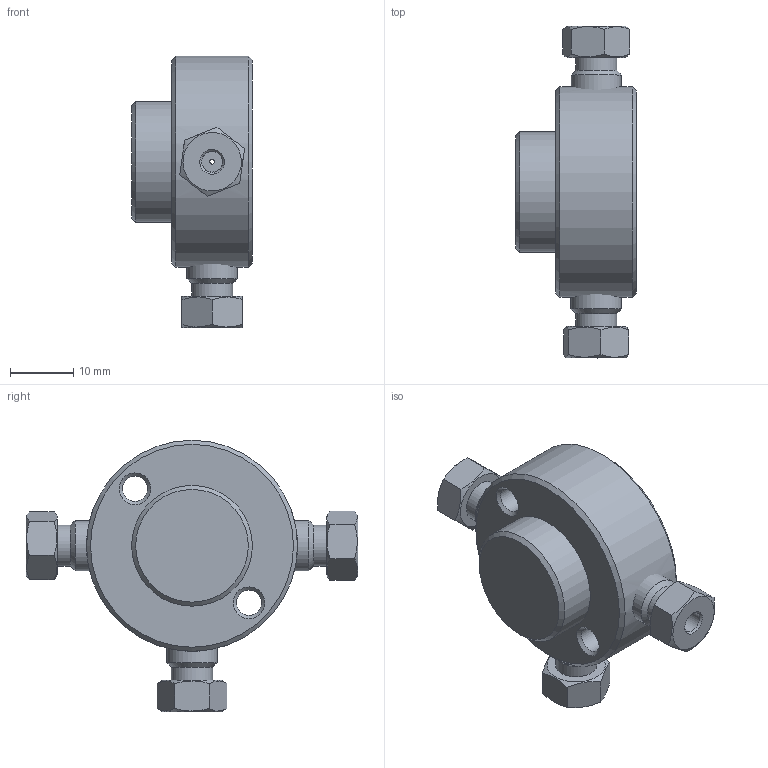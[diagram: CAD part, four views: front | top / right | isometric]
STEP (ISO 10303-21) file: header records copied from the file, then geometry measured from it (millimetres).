
FILE_DESCRIPTION((''),'2;1');
FILE_NAME('305023-ZT2 Tee.stp','2013-08-23T13:54:04',('Franzp'),(''),'Autodesk Inventor 2013','Autodesk Inventor 2013','');
FILE_SCHEMA(('AUTOMOTIVE_DESIGN { 1 0 10303 214 1 1 1 1 }'));
Length unit declared in the file: millimetre
Products named in the file (1): 305023_Shrinkwrap_1
Bounding box: 19.05 x 52.29 x 42.76 mm (x, y, z)
Surface area: 5366.7 mm2 (no closed solid volume)
Topology: 0 solids, 9 shells, 63 faces, 159 edges, 104 vertices
Faces by surface type: plane 30, cone 19, cylinder 14
Full cylindrical faces by diameter (mm): 0.75 x1, 3.3 x3, 3.962 x2, 6.477 x3, 7.938 x3, 19.02 x1, 33.24 x1
Entity records: 1865 total; most frequent: CARTESIAN_POINT 459, DIRECTION 262, ORIENTED_EDGE 208, AXIS2_PLACEMENT_3D 121, EDGE_CURVE 119, EDGE_LOOP 114, VERTEX_POINT 99, FACE_OUTER_BOUND 63
